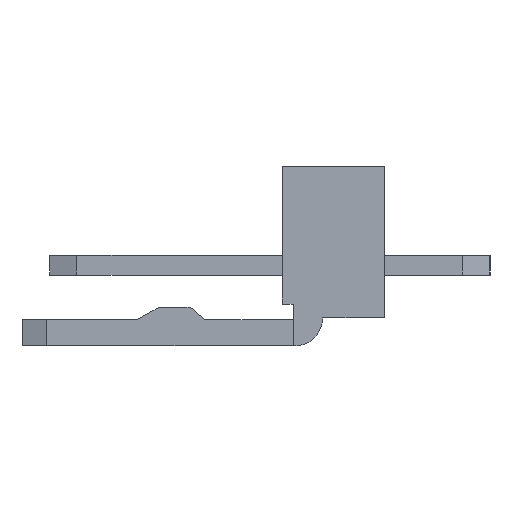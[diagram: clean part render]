
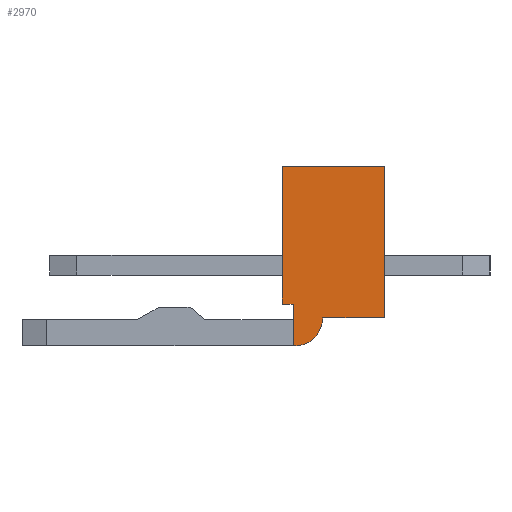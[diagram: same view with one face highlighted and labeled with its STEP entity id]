
A CAD part, left-side view. The second image highlights one B-rep face of the part: STEP entity #2970.
In plain terms, the highlighted planar face has unit normal (-1, 0, 0).
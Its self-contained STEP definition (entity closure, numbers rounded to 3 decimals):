
#1=DIRECTION('',(0.,0.,1.));
#2=VECTOR('',#1,1.35);
#3=CARTESIAN_POINT('',(-11.,1.3,-2.85));
#4=LINE('',#3,#2);
#5=DIRECTION('',(0.,-1.,0.));
#6=VECTOR('',#5,0.35);
#7=CARTESIAN_POINT('',(-11.,1.65,-1.5));
#8=LINE('',#7,#6);
#9=DIRECTION('',(0.,0.,1.));
#10=VECTOR('',#9,4.45);
#11=CARTESIAN_POINT('',(-11.,1.65,-1.5));
#12=LINE('',#11,#10);
#13=DIRECTION('',(0.,-1.,0.));
#14=VECTOR('',#13,3.3);
#15=CARTESIAN_POINT('',(-11.,1.65,2.95));
#16=LINE('',#15,#14);
#17=DIRECTION('',(0.,0.,-1.));
#18=VECTOR('',#17,4.9);
#19=CARTESIAN_POINT('',(-11.,-1.65,2.95));
#20=LINE('',#19,#18);
#21=DIRECTION('',(0.,1.,0.));
#22=VECTOR('',#21,2.);
#23=CARTESIAN_POINT('',(-11.,-1.65,-1.95));
#24=LINE('',#23,#22);
#25=CARTESIAN_POINT('',(-11.,1.25,-1.95));
#26=DIRECTION('',(1.,0.,0.));
#27=DIRECTION('',(0.,-1.,0.));
#28=AXIS2_PLACEMENT_3D('',#25,#26,#27);
#30=DIRECTION('',(0.,1.,0.));
#31=VECTOR('',#30,0.05);
#32=CARTESIAN_POINT('',(-11.,1.25,-2.85));
#33=LINE('',#32,#31);
#2211=CARTESIAN_POINT('',(-11.,1.65,2.95));
#2212=CARTESIAN_POINT('',(-11.,-1.65,2.95));
#2213=VERTEX_POINT('',#2211);
#2214=VERTEX_POINT('',#2212);
#2215=CARTESIAN_POINT('',(-11.,-1.65,-1.95));
#2216=VERTEX_POINT('',#2215);
#2217=CARTESIAN_POINT('',(-11.,0.35,-1.95));
#2218=VERTEX_POINT('',#2217);
#2219=CARTESIAN_POINT('',(-11.,1.25,-2.85));
#2220=VERTEX_POINT('',#2219);
#2919=CARTESIAN_POINT('',(-11.,1.3,-2.85));
#2920=CARTESIAN_POINT('',(-11.,1.3,-1.5));
#2921=VERTEX_POINT('',#2919);
#2922=VERTEX_POINT('',#2920);
#2927=CARTESIAN_POINT('',(-11.,1.65,-1.5));
#2929=VERTEX_POINT('',#2927);
#2947=CARTESIAN_POINT('',(-11.,0.,0.));
#2948=DIRECTION('',(1.,0.,0.));
#2949=DIRECTION('',(0.,0.,-1.));
#2950=AXIS2_PLACEMENT_3D('',#2947,#2948,#2949);
#2951=PLANE('',#2950);
#2953=ORIENTED_EDGE('',*,*,#2952,.T.);
#2955=ORIENTED_EDGE('',*,*,#2954,.F.);
#2957=ORIENTED_EDGE('',*,*,#2956,.T.);
#2959=ORIENTED_EDGE('',*,*,#2958,.T.);
#2961=ORIENTED_EDGE('',*,*,#2960,.T.);
#2963=ORIENTED_EDGE('',*,*,#2962,.T.);
#2965=ORIENTED_EDGE('',*,*,#2964,.T.);
#2967=ORIENTED_EDGE('',*,*,#2966,.T.);
#2968=EDGE_LOOP('',(#2953,#2955,#2957,#2959,#2961,#2963,#2965,#2967));
#2969=FACE_OUTER_BOUND('',#2968,.F.);
#2970=ADVANCED_FACE('',(#2969),#2951,.F.);
#29=CIRCLE('',#28,0.9);
#2952=EDGE_CURVE('',#2921,#2922,#4,.T.);
#2954=EDGE_CURVE('',#2929,#2922,#8,.T.);
#2956=EDGE_CURVE('',#2929,#2213,#12,.T.);
#2958=EDGE_CURVE('',#2213,#2214,#16,.T.);
#2960=EDGE_CURVE('',#2214,#2216,#20,.T.);
#2962=EDGE_CURVE('',#2216,#2218,#24,.T.);
#2964=EDGE_CURVE('',#2218,#2220,#29,.T.);
#2966=EDGE_CURVE('',#2220,#2921,#33,.T.);
